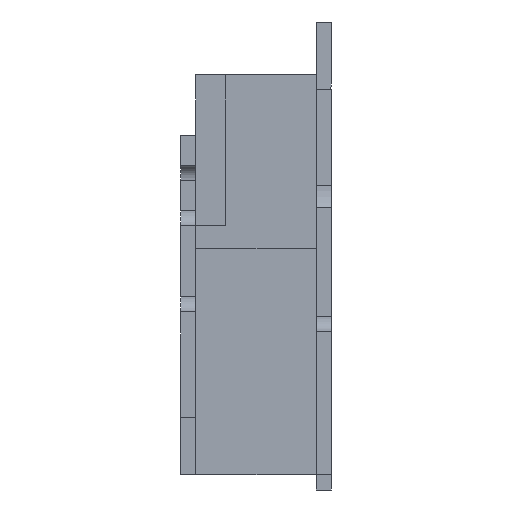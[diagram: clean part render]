
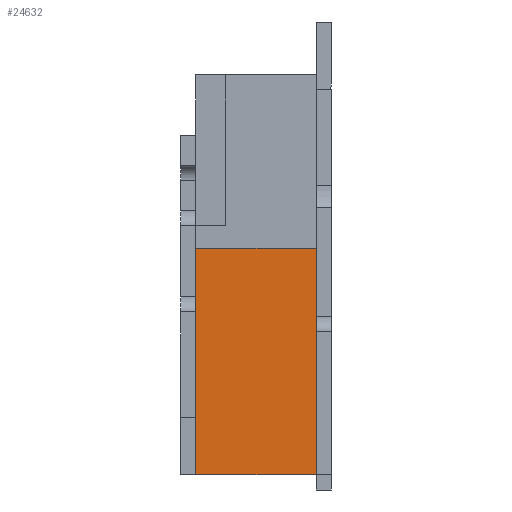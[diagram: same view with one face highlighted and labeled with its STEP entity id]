
A CAD part, left-side view. The second image highlights one B-rep face of the part: STEP entity #24632.
In plain terms, the highlighted planar face has unit normal (-1, 0, 0).
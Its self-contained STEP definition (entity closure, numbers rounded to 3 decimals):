
#663=DIRECTION('',(0.,1.,0.));
#664=VECTOR('',#663,0.8);
#665=CARTESIAN_POINT('',(-8.1,0.1,-1.325));
#666=LINE('',#665,#664);
#1055=DIRECTION('',(0.,0.,-1.));
#1056=VECTOR('',#1055,0.95);
#1057=CARTESIAN_POINT('',(-8.1,0.1,-0.375));
#1058=LINE('',#1057,#1056);
#1271=DIRECTION('',(0.,0.,1.));
#1272=VECTOR('',#1271,0.55);
#1273=CARTESIAN_POINT('',(-8.1,0.1,-0.375));
#1274=LINE('',#1273,#1272);
#1485=DIRECTION('',(0.,-1.,0.));
#1486=VECTOR('',#1485,0.8);
#1487=CARTESIAN_POINT('',(-8.1,0.9,0.175));
#1488=LINE('',#1487,#1486);
#1664=DIRECTION('',(0.,0.,1.));
#1665=VECTOR('',#1664,1.5);
#1666=CARTESIAN_POINT('',(-8.1,0.9,-1.325));
#1667=LINE('',#1666,#1665);
#20407=CARTESIAN_POINT('',(-8.1,0.1,-1.325));
#20408=VERTEX_POINT('',#20407);
#20409=CARTESIAN_POINT('',(-8.1,0.9,-1.325));
#20410=VERTEX_POINT('',#20409);
#20413=CARTESIAN_POINT('',(-8.1,0.9,0.175));
#20414=VERTEX_POINT('',#20413);
#20417=CARTESIAN_POINT('',(-8.1,0.1,0.175));
#20418=VERTEX_POINT('',#20417);
#20419=CARTESIAN_POINT('',(-8.1,0.1,-0.375));
#20420=VERTEX_POINT('',#20419);
#24619=CARTESIAN_POINT('',(-8.1,0.9,0.175));
#24620=DIRECTION('',(1.,0.,0.));
#24621=DIRECTION('',(0.,0.,-1.));
#24622=AXIS2_PLACEMENT_3D('',#24619,#24620,#24621);
#24623=PLANE('',#24622);
#24624=ORIENTED_EDGE('',*,*,#24038,.T.);
#24626=ORIENTED_EDGE('',*,*,#24625,.T.);
#24627=ORIENTED_EDGE('',*,*,#24600,.T.);
#24628=ORIENTED_EDGE('',*,*,#24364,.F.);
#24629=ORIENTED_EDGE('',*,*,#24183,.T.);
#24630=EDGE_LOOP('',(#24624,#24626,#24627,#24628,#24629));
#24631=FACE_OUTER_BOUND('',#24630,.F.);
#24632=ADVANCED_FACE('',(#24631),#24623,.F.);
#24038=EDGE_CURVE('',#20408,#20410,#666,.T.);
#24183=EDGE_CURVE('',#20420,#20408,#1058,.T.);
#24364=EDGE_CURVE('',#20420,#20418,#1274,.T.);
#24600=EDGE_CURVE('',#20414,#20418,#1488,.T.);
#24625=EDGE_CURVE('',#20410,#20414,#1667,.T.);
